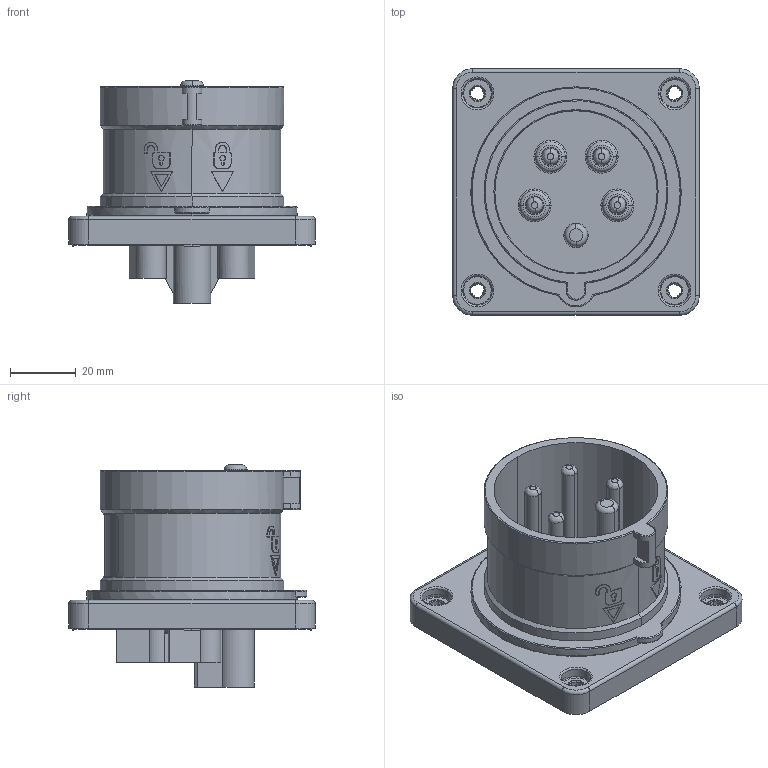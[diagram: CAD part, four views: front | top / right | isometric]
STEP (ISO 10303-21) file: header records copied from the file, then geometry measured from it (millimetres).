
FILE_DESCRIPTION((''),'2;1');
FILE_NAME('004483301_EDS11_4-2_2-5_32_ASM','2024-01-19T12:06:59',('klemen.sitar'),('Audax d.o.o.'),'CREO PARAMETRIC BY PTC INC, 2021304','CREO PARAMETRIC BY PTC INC, 2021304','');
FILE_SCHEMA(('AP242_MANAGED_MODEL_BASED_3D_ENGINEERING_MIM_LF { 1 0 10303 442 1 1 4 }'));
Products named in the file (15): ERR_1653_-_IRRN_1653_MAKETA_1_1; ERR_1653_-_IRRN_1653_MAKETA_1_2; ERR_1653_-_IRRN_1653_MAKETA_1_ASM; PRT0003_1_1; PRT0003_1_2; PRT0003_1_3; PRT0003_1_4; PRT0003_1_5; PRT0003_1_ASM; 004482093_EER-1653_ASM_1_ASM; 004482111_ERR-1653_ASM; ERR_1653_-_IRRN_1653_MAKETA___6; ERR_1653_-_IRRN_1653_MAKETA__12_ASM; ASM0002_ASM; 004483301_EDS11_4-2_2-5_32_ASM
Assembly tree (15 placements, depth 5):
  004483301_EDS11_4-2_2-5_32_ASM
    004482111_ERR-1653_ASM
      004482093_EER-1653_ASM_1_ASM
        ERR_1653_-_IRRN_1653_MAKETA_1_ASM
          ERR_1653_-_IRRN_1653_MAKETA_1_1
          ERR_1653_-_IRRN_1653_MAKETA_1_2
        PRT0003_1_ASM
          PRT0003_1_1
          PRT0003_1_2
          PRT0003_1_3
          PRT0003_1_4
          PRT0003_1_5
        ERR_1653_-_IRRN_1653_MAKETA_1_1
    ASM0002_ASM
      ERR_1653_-_IRRN_1653_MAKETA__12_ASM
        ERR_1653_-_IRRN_1653_MAKETA___6
Bounding box: 75 x 75 x 67.6 mm (x, y, z)
Volume: 90327.8 mm3; surface area: 97683.9 mm2
Topology: 9 solids, 9 shells, 3173 faces, 9022 edges, 6032 vertices
Faces by surface type: plane 2118, cylinder 765, torus 152, cone 102, bspline 28, sphere 8
Entity records: 92068 total; most frequent: CARTESIAN_POINT 11906, ORIENTED_EDGE 9554, DIRECTION 9399, PRESENTATION_STYLE_ASSIGNMENT 6473, STYLED_ITEM 6473, CURVE_STYLE 4777, EDGE_CURVE 4777, VECTOR 3209
